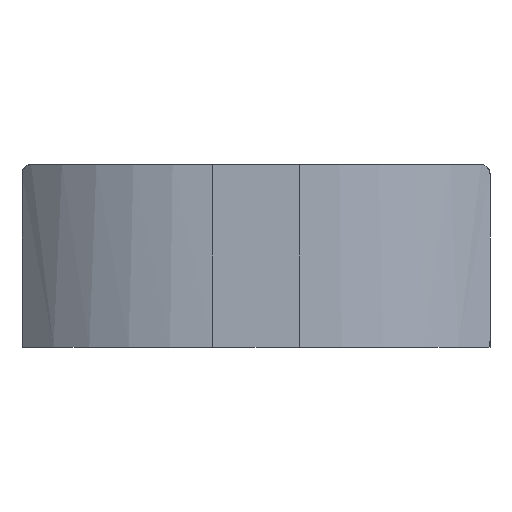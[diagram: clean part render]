
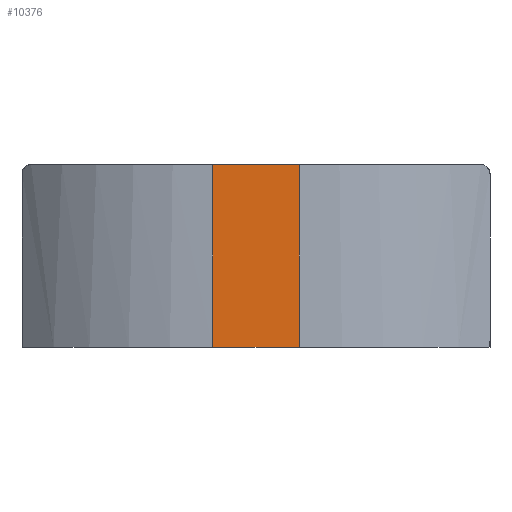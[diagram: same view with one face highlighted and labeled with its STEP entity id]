
A CAD part, front view. The second image highlights one B-rep face of the part: STEP entity #10376.
In plain terms, the highlighted planar face has unit normal (0, -1, 0).
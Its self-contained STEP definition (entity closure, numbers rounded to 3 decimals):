
#72 = CYLINDRICAL_SURFACE('',#73,113.76);
#73 = AXIS2_PLACEMENT_3D('',#74,#75,#76);
#74 = CARTESIAN_POINT('',(-19.,33.76,0.));
#75 = DIRECTION('',(-0.,-0.,-1.));
#76 = DIRECTION('',(1.,0.,0.));
#100 = PLANE('',#101);
#101 = AXIS2_PLACEMENT_3D('',#102,#103,#104);
#102 = CARTESIAN_POINT('',(0.,0.,0.));
#103 = DIRECTION('',(-0.,-0.,-1.));
#104 = DIRECTION('',(-1.,0.,0.));
#1651 = PLANE('',#1652);
#1652 = AXIS2_PLACEMENT_3D('',#1653,#1654,#1655);
#1653 = CARTESIAN_POINT('',(0.,0.,80.));
#1654 = DIRECTION('',(-0.,-0.,-1.));
#1655 = DIRECTION('',(-1.,0.,0.));
#2651 = VERTEX_POINT('',#2652);
#2652 = CARTESIAN_POINT('',(-19.,-80.,80.));
#2678 = EDGE_CURVE('',#2679,#2651,#2681,.T.);
#2679 = VERTEX_POINT('',#2680);
#2680 = CARTESIAN_POINT('',(-19.,-80.,0.));
#2681 = SURFACE_CURVE('',#2682,(#2686,#2693),.PCURVE_S1.);
#2682 = LINE('',#2683,#2684);
#2683 = CARTESIAN_POINT('',(-19.,-80.,0.));
#2684 = VECTOR('',#2685,1.);
#2685 = DIRECTION('',(0.,0.,1.));
#2686 = PCURVE('',#72,#2687);
#2687 = DEFINITIONAL_REPRESENTATION('',(#2688),#2692);
#2688 = LINE('',#2689,#2690);
#2689 = CARTESIAN_POINT('',(-4.712,0.));
#2690 = VECTOR('',#2691,1.);
#2691 = DIRECTION('',(-0.,-1.));
#2692 = ( GEOMETRIC_REPRESENTATION_CONTEXT(2) 
PARAMETRIC_REPRESENTATION_CONTEXT() REPRESENTATION_CONTEXT('2D SPACE',''
  ) );
#2693 = PCURVE('',#2694,#2699);
#2694 = PLANE('',#2695);
#2695 = AXIS2_PLACEMENT_3D('',#2696,#2697,#2698);
#2696 = CARTESIAN_POINT('',(-19.,-80.,0.));
#2697 = DIRECTION('',(0.,1.,0.));
#2698 = DIRECTION('',(1.,0.,0.));
#2699 = DEFINITIONAL_REPRESENTATION('',(#2700),#2704);
#2700 = LINE('',#2701,#2702);
#2701 = CARTESIAN_POINT('',(0.,0.));
#2702 = VECTOR('',#2703,1.);
#2703 = DIRECTION('',(0.,-1.));
#2704 = ( GEOMETRIC_REPRESENTATION_CONTEXT(2) 
PARAMETRIC_REPRESENTATION_CONTEXT() REPRESENTATION_CONTEXT('2D SPACE',''
  ) );
#3124 = VERTEX_POINT('',#3125);
#3125 = CARTESIAN_POINT('',(19.,-80.,0.));
#3144 = CYLINDRICAL_SURFACE('',#3145,113.76);
#3145 = AXIS2_PLACEMENT_3D('',#3146,#3147,#3148);
#3146 = CARTESIAN_POINT('',(19.,33.76,0.));
#3147 = DIRECTION('',(-0.,-0.,-1.));
#3148 = DIRECTION('',(1.,0.,0.));
#3156 = EDGE_CURVE('',#2679,#3124,#3157,.T.);
#3157 = SURFACE_CURVE('',#3158,(#3162,#3169),.PCURVE_S1.);
#3158 = LINE('',#3159,#3160);
#3159 = CARTESIAN_POINT('',(-19.,-80.,0.));
#3160 = VECTOR('',#3161,1.);
#3161 = DIRECTION('',(1.,0.,0.));
#3162 = PCURVE('',#100,#3163);
#3163 = DEFINITIONAL_REPRESENTATION('',(#3164),#3168);
#3164 = LINE('',#3165,#3166);
#3165 = CARTESIAN_POINT('',(19.,-80.));
#3166 = VECTOR('',#3167,1.);
#3167 = DIRECTION('',(-1.,0.));
#3168 = ( GEOMETRIC_REPRESENTATION_CONTEXT(2) 
PARAMETRIC_REPRESENTATION_CONTEXT() REPRESENTATION_CONTEXT('2D SPACE',''
  ) );
#3169 = PCURVE('',#2694,#3170);
#3170 = DEFINITIONAL_REPRESENTATION('',(#3171),#3175);
#3171 = LINE('',#3172,#3173);
#3172 = CARTESIAN_POINT('',(0.,0.));
#3173 = VECTOR('',#3174,1.);
#3174 = DIRECTION('',(1.,0.));
#3175 = ( GEOMETRIC_REPRESENTATION_CONTEXT(2) 
PARAMETRIC_REPRESENTATION_CONTEXT() REPRESENTATION_CONTEXT('2D SPACE',''
  ) );
#4202 = VERTEX_POINT('',#4203);
#4203 = CARTESIAN_POINT('',(19.,-80.,80.));
#4229 = EDGE_CURVE('',#2651,#4202,#4230,.T.);
#4230 = SURFACE_CURVE('',#4231,(#4235,#4242),.PCURVE_S1.);
#4231 = LINE('',#4232,#4233);
#4232 = CARTESIAN_POINT('',(-19.,-80.,80.));
#4233 = VECTOR('',#4234,1.);
#4234 = DIRECTION('',(1.,0.,0.));
#4235 = PCURVE('',#1651,#4236);
#4236 = DEFINITIONAL_REPRESENTATION('',(#4237),#4241);
#4237 = LINE('',#4238,#4239);
#4238 = CARTESIAN_POINT('',(19.,-80.));
#4239 = VECTOR('',#4240,1.);
#4240 = DIRECTION('',(-1.,0.));
#4241 = ( GEOMETRIC_REPRESENTATION_CONTEXT(2) 
PARAMETRIC_REPRESENTATION_CONTEXT() REPRESENTATION_CONTEXT('2D SPACE',''
  ) );
#4242 = PCURVE('',#2694,#4243);
#4243 = DEFINITIONAL_REPRESENTATION('',(#4244),#4248);
#4244 = LINE('',#4245,#4246);
#4245 = CARTESIAN_POINT('',(0.,-80.));
#4246 = VECTOR('',#4247,1.);
#4247 = DIRECTION('',(1.,0.));
#4248 = ( GEOMETRIC_REPRESENTATION_CONTEXT(2) 
PARAMETRIC_REPRESENTATION_CONTEXT() REPRESENTATION_CONTEXT('2D SPACE',''
  ) );
#10376 = ADVANCED_FACE('',(#10377),#2694,.F.);
#10377 = FACE_BOUND('',#10378,.F.);
#10378 = EDGE_LOOP('',(#10379,#10380,#10381,#10402));
#10379 = ORIENTED_EDGE('',*,*,#2678,.T.);
#10380 = ORIENTED_EDGE('',*,*,#4229,.T.);
#10381 = ORIENTED_EDGE('',*,*,#10382,.F.);
#10382 = EDGE_CURVE('',#3124,#4202,#10383,.T.);
#10383 = SURFACE_CURVE('',#10384,(#10388,#10395),.PCURVE_S1.);
#10384 = LINE('',#10385,#10386);
#10385 = CARTESIAN_POINT('',(19.,-80.,0.));
#10386 = VECTOR('',#10387,1.);
#10387 = DIRECTION('',(0.,0.,1.));
#10388 = PCURVE('',#2694,#10389);
#10389 = DEFINITIONAL_REPRESENTATION('',(#10390),#10394);
#10390 = LINE('',#10391,#10392);
#10391 = CARTESIAN_POINT('',(38.,0.));
#10392 = VECTOR('',#10393,1.);
#10393 = DIRECTION('',(0.,-1.));
#10394 = ( GEOMETRIC_REPRESENTATION_CONTEXT(2) 
PARAMETRIC_REPRESENTATION_CONTEXT() REPRESENTATION_CONTEXT('2D SPACE',''
  ) );
#10395 = PCURVE('',#3144,#10396);
#10396 = DEFINITIONAL_REPRESENTATION('',(#10397),#10401);
#10397 = LINE('',#10398,#10399);
#10398 = CARTESIAN_POINT('',(-4.712,0.));
#10399 = VECTOR('',#10400,1.);
#10400 = DIRECTION('',(-0.,-1.));
#10401 = ( GEOMETRIC_REPRESENTATION_CONTEXT(2) 
PARAMETRIC_REPRESENTATION_CONTEXT() REPRESENTATION_CONTEXT('2D SPACE',''
  ) );
#10402 = ORIENTED_EDGE('',*,*,#3156,.F.);
